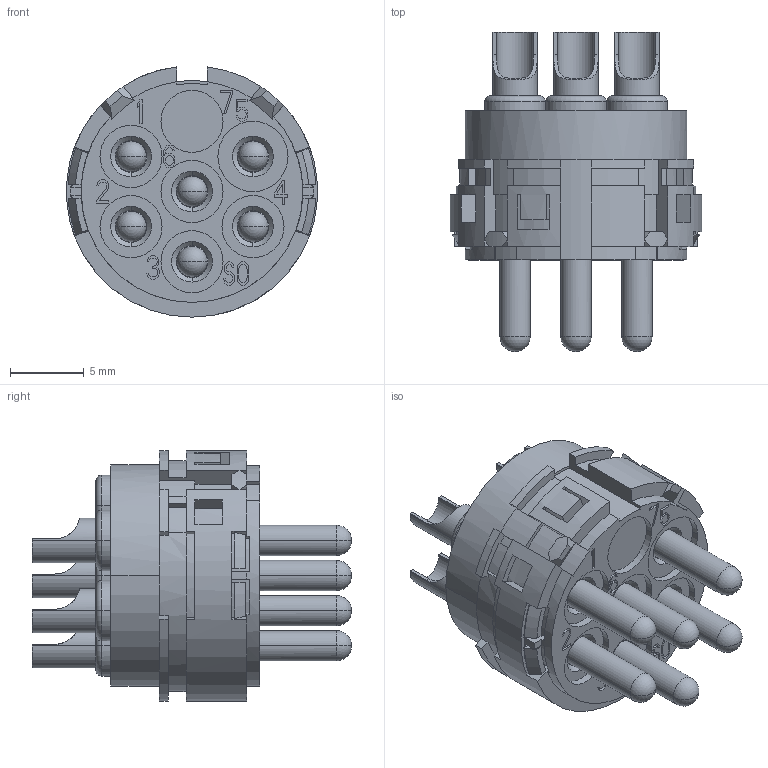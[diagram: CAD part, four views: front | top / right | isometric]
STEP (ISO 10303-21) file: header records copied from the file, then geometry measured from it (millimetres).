
FILE_DESCRIPTION((''),'2;1');
FILE_NAME('HR23-006R-MST','2017-07-18T',('tc.chen'),(''),'PRO/ENGINEER BY PARAMETRIC TECHNOLOGY CORPORATION, 2012480','PRO/ENGINEER BY PARAMETRIC TECHNOLOGY CORPORATION, 2012480','');
FILE_SCHEMA(('AUTOMOTIVE_DESIGN { 1 0 10303 214 1 1 1 1 }'));
Length unit declared in the file: millimetre
Products named in the file (1): HR23-006R-MST
Bounding box: 17 x 21.6 x 16.94 mm (x, y, z)
Volume: 1995 mm3; surface area: 3920.9 mm2
Topology: 1 solids, 1 shells, 1165 faces, 3451 edges, 2312 vertices
Faces by surface type: plane 842, cylinder 213, cone 56, torus 42, sphere 12
Entity records: 40495 total; most frequent: CARTESIAN_POINT 7394, ORIENTED_EDGE 6854, DIRECTION 6553, EDGE_CURVE 3427, VECTOR 2523, LINE 2523, VERTEX_POINT 2312, AXIS2_PLACEMENT_3D 2015
